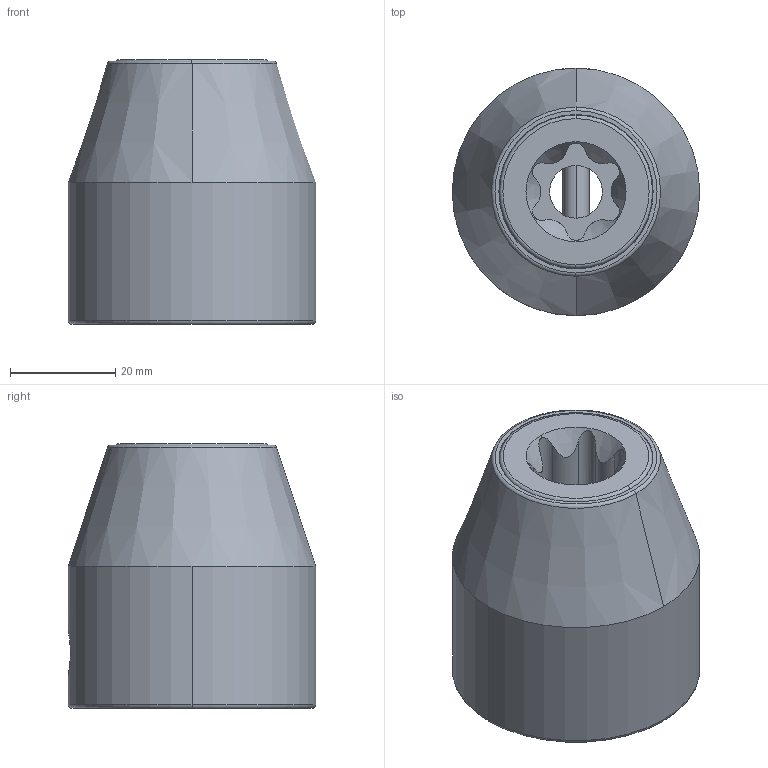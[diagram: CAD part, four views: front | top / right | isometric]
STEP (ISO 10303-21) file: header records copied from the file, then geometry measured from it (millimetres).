
FILE_DESCRIPTION((''),'2;1');
FILE_NAME('4027156420_ASM','2024-01-08T12:44:01',('a00565553'),(''),'CREO PARAMETRIC BY PTC INC, 2022414','CREO PARAMETRIC BY PTC INC, 2022414','');
FILE_SCHEMA(('CONFIG_CONTROL_DESIGN','GEOMETRIC_VALIDATION_PROPERTIES_MIM'));
Length unit declared in the file: millimetre
Products named in the file (5): 4027911333; 4027905697; 0190131800_SPEC; 4027043592; 4027156420_ASM
Assembly tree (4 placements, depth 2):
  4027156420_ASM
    4027911333
    4027905697
    0190131800_SPEC
    4027043592
Bounding box: 47 x 47 x 50.3 mm (x, y, z)
Volume: 58493.3 mm3; surface area: 27070.5 mm2
Topology: 4 solids, 6 shells, 110 faces, 284 edges, 184 vertices
Faces by surface type: cylinder 44, plane 33, cone 24, torus 9
Entity records: 4315 total; most frequent: CARTESIAN_POINT 1123, DIRECTION 582, ORIENTED_EDGE 550, EDGE_CURVE 284, AXIS2_PLACEMENT_3D 233, VERTEX_POINT 184, EDGE_LOOP 122, VECTOR 116
